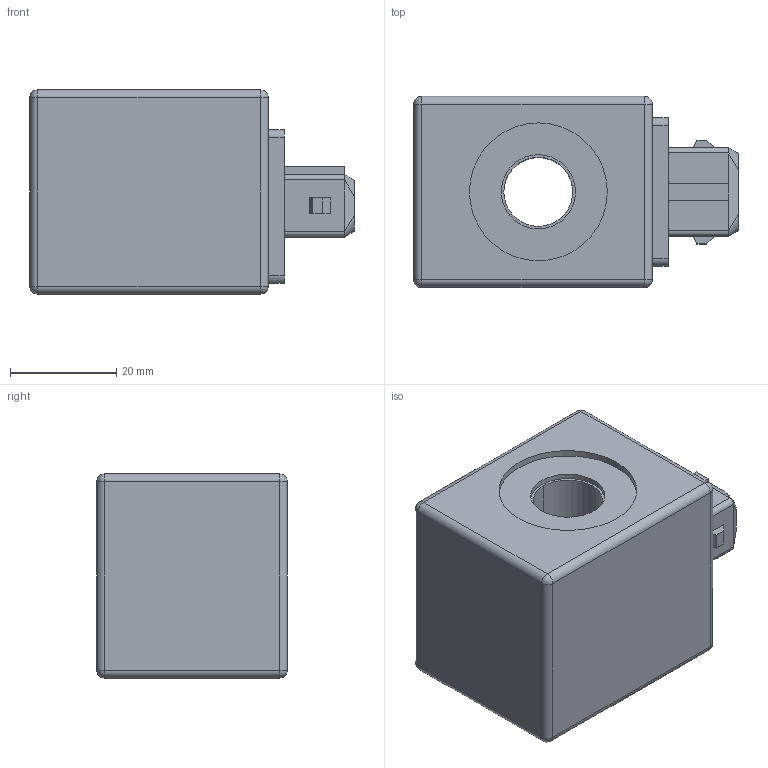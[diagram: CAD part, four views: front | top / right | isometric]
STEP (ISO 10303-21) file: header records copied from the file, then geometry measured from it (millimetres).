
FILE_DESCRIPTION (( 'STEP AP203' ), '1' );
FILE_NAME ('EC04W200A.STEP', '2021-05-07T00:27:00', ( '' ), ( '' ), 'SwSTEP 2.0', 'SolidWorks 2018', '' );
FILE_SCHEMA (( 'CONFIG_CONTROL_DESIGN' ));
Length unit declared in the file: millimetre
Products named in the file (1): EC04W200A
Bounding box: 61.2 x 36 x 38.5 mm (x, y, z)
Volume: 60336.7 mm3; surface area: 12190.9 mm2
Topology: 1 solids, 3 shells, 141 faces, 320 edges, 188 vertices
Faces by surface type: plane 89, cylinder 36, sphere 8, bspline 8
Entity records: 4053 total; most frequent: CARTESIAN_POINT 856, DIRECTION 650, ORIENTED_EDGE 624, EDGE_CURVE 312, VECTOR 222, LINE 222, AXIS2_PLACEMENT_3D 214, VERTEX_POINT 188
